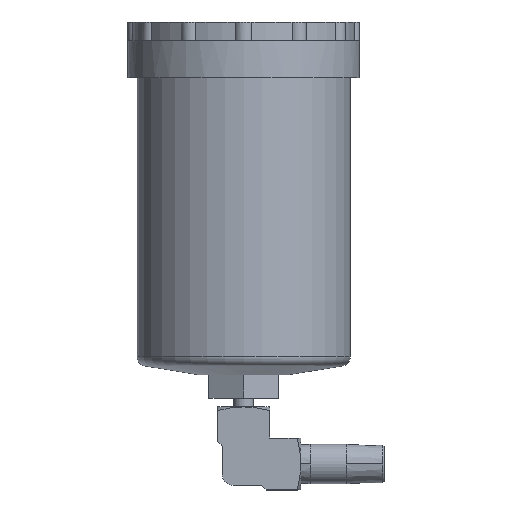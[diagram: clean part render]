
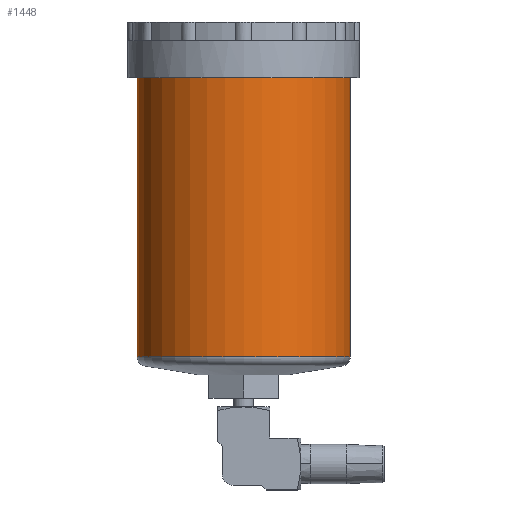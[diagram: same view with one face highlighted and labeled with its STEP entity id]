
A CAD part, top view. The second image highlights one B-rep face of the part: STEP entity #1448.
In plain terms, the highlighted cylindrical face has radius 36.513 mm (diameter 73.025 mm), a partial arc.
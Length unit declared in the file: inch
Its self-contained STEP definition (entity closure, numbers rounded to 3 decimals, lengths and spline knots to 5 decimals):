
#282=CARTESIAN_POINT('',(0.,4.813,0.));
#283=DIRECTION('',(0.,-1.,0.));
#284=DIRECTION('',(1.,0.,0.));
#285=AXIS2_PLACEMENT_3D('',#282,#283,#284);
#287=CARTESIAN_POINT('',(0.,1.05046,0.));
#288=DIRECTION('',(0.,-1.,0.));
#289=DIRECTION('',(1.,0.,0.));
#290=AXIS2_PLACEMENT_3D('',#287,#288,#289);
#333=DIRECTION('',(0.,1.,0.));
#334=VECTOR('',#333,3.76254);
#335=CARTESIAN_POINT('',(-1.4375,1.05046,0.));
#336=LINE('',#335,#334);
#342=DIRECTION('',(0.,1.,0.));
#343=VECTOR('',#342,3.76254);
#344=CARTESIAN_POINT('',(1.4375,1.05046,0.));
#345=LINE('',#344,#343);
#952=CARTESIAN_POINT('',(1.4375,1.05046,0.));
#953=VERTEX_POINT('',#952);
#958=CARTESIAN_POINT('',(-1.4375,1.05046,0.));
#959=VERTEX_POINT('',#958);
#1010=CARTESIAN_POINT('',(1.4375,4.813,0.));
#1011=CARTESIAN_POINT('',(-1.4375,4.813,0.));
#1012=VERTEX_POINT('',#1010);
#1013=VERTEX_POINT('',#1011);
#1434=CARTESIAN_POINT('',(0.,2.13769,0.));
#1435=DIRECTION('',(0.,-1.,0.));
#1436=DIRECTION('',(-1.,0.,0.));
#1437=AXIS2_PLACEMENT_3D('',#1434,#1435,#1436);
#1438=CYLINDRICAL_SURFACE('',#1437,1.4375);
#1440=ORIENTED_EDGE('',*,*,#1439,.F.);
#1442=ORIENTED_EDGE('',*,*,#1441,.F.);
#1443=ORIENTED_EDGE('',*,*,#1422,.T.);
#1445=ORIENTED_EDGE('',*,*,#1444,.T.);
#1446=EDGE_LOOP('',(#1440,#1442,#1443,#1445));
#1447=FACE_OUTER_BOUND('',#1446,.F.);
#1448=ADVANCED_FACE('',(#1447),#1438,.T.);
#286=CIRCLE('',#285,1.4375);
#291=CIRCLE('',#290,1.4375);
#1422=EDGE_CURVE('',#953,#959,#291,.T.);
#1439=EDGE_CURVE('',#1012,#1013,#286,.T.);
#1441=EDGE_CURVE('',#953,#1012,#345,.T.);
#1444=EDGE_CURVE('',#959,#1013,#336,.T.);
